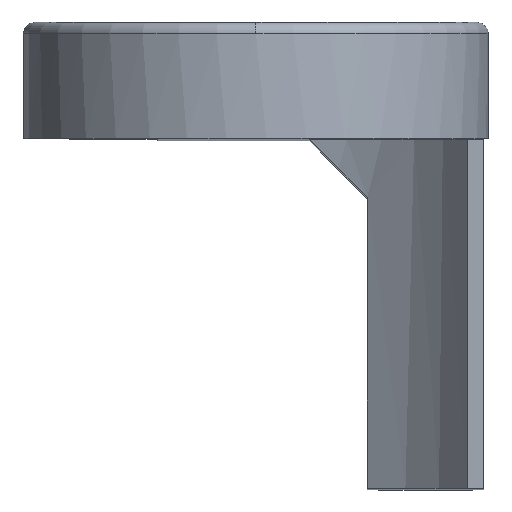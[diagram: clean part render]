
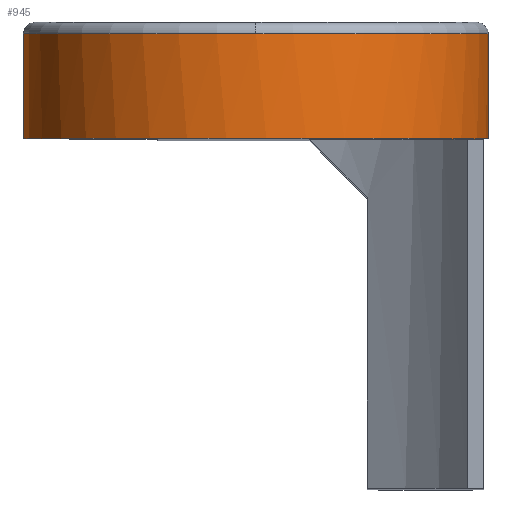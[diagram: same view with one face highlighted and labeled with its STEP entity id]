
A CAD part, top view. The second image highlights one B-rep face of the part: STEP entity #945.
In plain terms, the highlighted cylindrical face has radius 10 mm (diameter 20 mm), a partial arc.
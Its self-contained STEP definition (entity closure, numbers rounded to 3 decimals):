
#4 = ORIENTED_EDGE ( 'NONE', *, *, #754, .T. ) ;
#10 = ORIENTED_EDGE ( 'NONE', *, *, #802, .T. ) ;
#29 = CARTESIAN_POINT ( 'NONE',  ( 31.01, 15., 19.208 ) ) ;
#31 = DIRECTION ( 'NONE',  ( 0., 0., -1. ) ) ;
#69 = CIRCLE ( 'NONE', #858, 10. ) ;
#83 = AXIS2_PLACEMENT_3D ( 'NONE', #493, #867, #31 ) ;
#113 = CARTESIAN_POINT ( 'NONE',  ( 21.213, 19.5, 21.213 ) ) ;
#114 = DIRECTION ( 'NONE',  ( 0., -1., 0. ) ) ;
#127 = VERTEX_POINT ( 'NONE', #624 ) ;
#177 = VERTEX_POINT ( 'NONE', #696 ) ;
#179 = LINE ( 'NONE', #940, #914 ) ;
#232 = ORIENTED_EDGE ( 'NONE', *, *, #498, .T. ) ;
#265 = DIRECTION ( 'NONE',  ( 0., -1., 0. ) ) ;
#323 = AXIS2_PLACEMENT_3D ( 'NONE', #737, #360, #960 ) ;
#335 = CARTESIAN_POINT ( 'NONE',  ( 21.213, 19.5, 21.213 ) ) ;
#344 = CARTESIAN_POINT ( 'NONE',  ( 13.142, 20., 15.309 ) ) ;
#360 = DIRECTION ( 'NONE',  ( 0., 1., 0. ) ) ;
#361 = VERTEX_POINT ( 'NONE', #965 ) ;
#384 = EDGE_LOOP ( 'NONE', ( #4, #674, #10, #232, #860 ) ) ;
#407 = FACE_OUTER_BOUND ( 'NONE', #384, .T. ) ;
#415 = LINE ( 'NONE', #344, #555 ) ;
#459 = EDGE_CURVE ( 'NONE', #361, #177, #870, .T. ) ;
#493 = CARTESIAN_POINT ( 'NONE',  ( 21.213, 20., 21.213 ) ) ;
#498 = EDGE_CURVE ( 'NONE', #127, #673, #415, .T. ) ;
#555 = VECTOR ( 'NONE', #640, 1000. ) ;
#578 = DIRECTION ( 'NONE',  ( 0., 0., 1. ) ) ;
#583 = VERTEX_POINT ( 'NONE', #29 ) ;
#624 = CARTESIAN_POINT ( 'NONE',  ( 13.142, 19.5, 15.309 ) ) ;
#640 = DIRECTION ( 'NONE',  ( 0., -1., 0. ) ) ;
#673 = VERTEX_POINT ( 'NONE', #951 ) ;
#674 = ORIENTED_EDGE ( 'NONE', *, *, #459, .T. ) ;
#678 = AXIS2_PLACEMENT_3D ( 'NONE', #113, #265, #783 ) ;
#696 = CARTESIAN_POINT ( 'NONE',  ( 21.213, 19.5, 31.213 ) ) ;
#705 = CYLINDRICAL_SURFACE ( 'NONE', #83, 10. ) ;
#729 = CIRCLE ( 'NONE', #323, 10. ) ;
#737 = CARTESIAN_POINT ( 'NONE',  ( 21.213, 15., 21.213 ) ) ;
#754 = EDGE_CURVE ( 'NONE', #583, #361, #179, .T. ) ;
#783 = DIRECTION ( 'NONE',  ( 0., 0., 1. ) ) ;
#802 = EDGE_CURVE ( 'NONE', #177, #127, #69, .T. ) ;
#814 = EDGE_CURVE ( 'NONE', #673, #583, #729, .T. ) ;
#858 = AXIS2_PLACEMENT_3D ( 'NONE', #335, #114, #578 ) ;
#860 = ORIENTED_EDGE ( 'NONE', *, *, #814, .T. ) ;
#867 = DIRECTION ( 'NONE',  ( 0., -1., 0. ) ) ;
#869 = DIRECTION ( 'NONE',  ( 0., 1., 0. ) ) ;
#870 = CIRCLE ( 'NONE', #678, 10. ) ;
#914 = VECTOR ( 'NONE', #869, 1000. ) ;
#940 = CARTESIAN_POINT ( 'NONE',  ( 31.01, 20., 19.208 ) ) ;
#945 = ADVANCED_FACE ( 'NONE', ( #407 ), #705, .T. ) ;
#951 = CARTESIAN_POINT ( 'NONE',  ( 13.142, 15., 15.309 ) ) ;
#960 = DIRECTION ( 'NONE',  ( 0., 0., 1. ) ) ;
#965 = CARTESIAN_POINT ( 'NONE',  ( 31.01, 19.5, 19.208 ) ) ;
